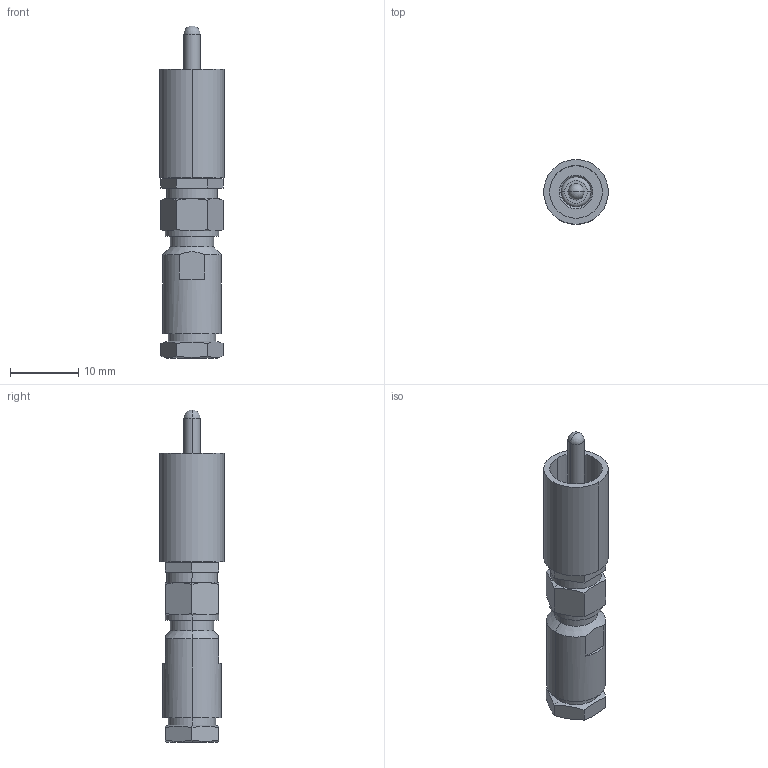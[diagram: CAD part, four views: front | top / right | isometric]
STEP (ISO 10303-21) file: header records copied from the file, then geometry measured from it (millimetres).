
FILE_DESCRIPTION (( 'STEP AP203' ), '1' );
FILE_NAME ('9251000.STEP', '2014-04-14T12:42:46', ( '' ), ( '' ), 'SwSTEP 2.0', 'SolidWorks 2008', '' );
FILE_SCHEMA (( 'CONFIG_CONTROL_DESIGN' ));
Length unit declared in the file: inch
Products named in the file (8): 0083401A; 0083501A; 9251000; 0845001C; 0263601P; 0350206B; 0083301C; 1016101B
Assembly tree (7 placements, depth 3):
  9251000
    0350206B
    0845001C
      0083501A
      0083401A
    1016101B
    0263601P
    0083301C
Bounding box: 9.47 x 9.47 x 48.64 mm (x, y, z)
Volume: 1522.3 mm3; surface area: 3112.8 mm2
Topology: 6 solids, 6 shells, 180 faces, 413 edges, 259 vertices
Faces by surface type: cylinder 86, plane 58, cone 22, torus 12, bspline 2
Entity records: 6863 total; most frequent: CARTESIAN_POINT 2003, DIRECTION 873, ORIENTED_EDGE 822, EDGE_CURVE 411, AXIS2_PLACEMENT_3D 356, VERTEX_POINT 259, EDGE_LOOP 204, ADVANCED_FACE 180
